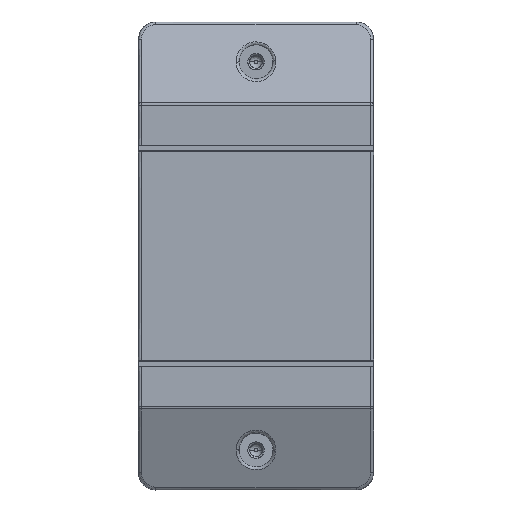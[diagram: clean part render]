
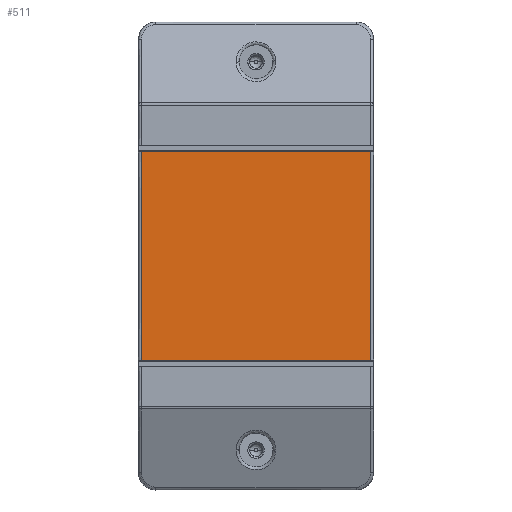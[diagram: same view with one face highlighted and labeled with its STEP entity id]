
A CAD part, top view. The second image highlights one B-rep face of the part: STEP entity #511.
In plain terms, the highlighted planar face has unit normal (0, 0, 1).
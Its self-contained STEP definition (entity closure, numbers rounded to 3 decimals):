
#511=ADVANCED_FACE('',(#1322),#13263,.T.);
#1322=FACE_OUTER_BOUND('',#2160,.T.);
#2160=EDGE_LOOP('',(#4091,#4092,#4093,#4094));
#4091=ORIENTED_EDGE('',*,*,#7757,.T.);
#4092=ORIENTED_EDGE('',*,*,#7672,.F.);
#4093=ORIENTED_EDGE('',*,*,#7758,.T.);
#4094=ORIENTED_EDGE('',*,*,#7633,.F.);
#7633=EDGE_CURVE('',#11835,#11832,#10163,.T.);
#7672=EDGE_CURVE('',#11864,#11861,#10202,.T.);
#7757=EDGE_CURVE('',#11835,#11861,#10287,.T.);
#7758=EDGE_CURVE('',#11864,#11832,#10288,.T.);
#10163=B_SPLINE_CURVE_WITH_KNOTS('',1,(#20135,#20136),.UNSPECIFIED.,.F.,
 .F.,(2,2),(-35.789,0.),.UNSPECIFIED.);
#10202=B_SPLINE_CURVE_WITH_KNOTS('',1,(#20217,#20218),.UNSPECIFIED.,.F.,
 .F.,(2,2),(-35.789,0.),.UNSPECIFIED.);
#10287=B_SPLINE_CURVE_WITH_KNOTS('',1,(#20387,#20388),.UNSPECIFIED.,.F.,
 .F.,(2,2),(0.,39.2),.UNSPECIFIED.);
#10288=B_SPLINE_CURVE_WITH_KNOTS('',1,(#20389,#20390),.UNSPECIFIED.,.F.,
 .F.,(2,2),(0.,39.2),.UNSPECIFIED.);
#11832=VERTEX_POINT('',#19751);
#11835=VERTEX_POINT('',#19754);
#11861=VERTEX_POINT('',#19780);
#11864=VERTEX_POINT('',#19783);
#13263=PLANE('',#13860);
#13860=AXIS2_PLACEMENT_3D('',#19633,#14542,$);
#14542=DIRECTION('',(0.,0.,1.));
#19633=CARTESIAN_POINT('',(-23.629,-21.6,22.201));
#19751=CARTESIAN_POINT('',(19.611,-17.901,22.201));
#19754=CARTESIAN_POINT('',(19.611,17.888,22.201));
#19780=CARTESIAN_POINT('',(-19.589,17.888,22.201));
#19783=CARTESIAN_POINT('',(-19.589,-17.901,22.201));
#20135=CARTESIAN_POINT('',(19.611,17.888,22.201));
#20136=CARTESIAN_POINT('',(19.611,-17.901,22.201));
#20217=CARTESIAN_POINT('',(-19.589,-17.901,22.201));
#20218=CARTESIAN_POINT('',(-19.589,17.888,22.201));
#20387=CARTESIAN_POINT('',(19.611,17.888,22.201));
#20388=CARTESIAN_POINT('',(-19.589,17.888,22.201));
#20389=CARTESIAN_POINT('',(-19.589,-17.901,22.201));
#20390=CARTESIAN_POINT('',(19.611,-17.901,22.201));
